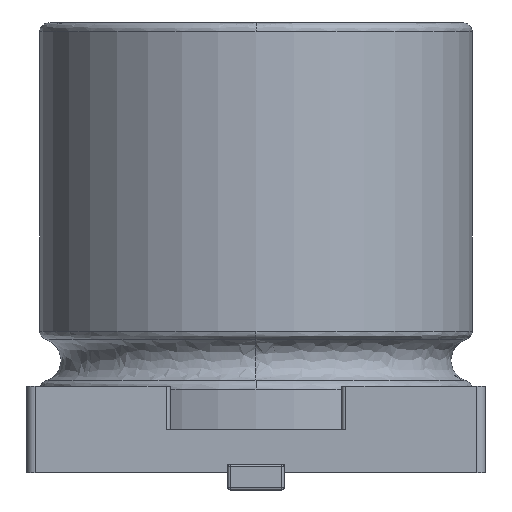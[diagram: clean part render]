
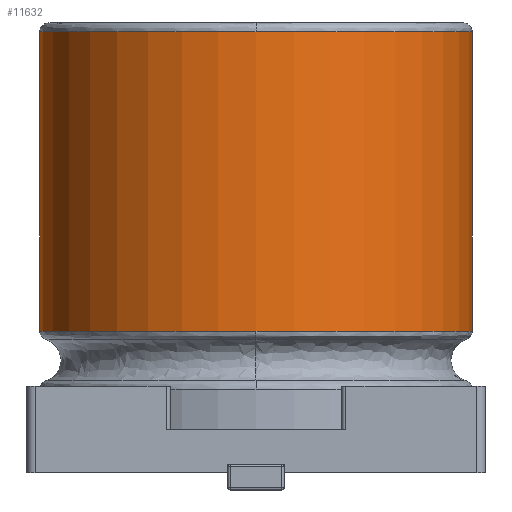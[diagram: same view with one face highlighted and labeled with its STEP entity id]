
A CAD part, left-side view. The second image highlights one B-rep face of the part: STEP entity #11632.
In plain terms, the highlighted cylindrical face has radius 2.5 mm (diameter 5 mm), a partial arc.
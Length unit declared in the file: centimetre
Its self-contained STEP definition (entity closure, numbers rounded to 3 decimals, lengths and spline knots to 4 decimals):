
#481 = EDGE_CURVE ( 'NONE', #9829, #9832, #754, .T. ) ;
#494 = EDGE_CURVE ( 'NONE', #9815, #10671, #11135, .T. ) ;
#496 = EDGE_CURVE ( 'NONE', #9832, #10682, #11141, .T. ) ;
#754 = CIRCLE ( 'NONE', #1809, 0.25 ) ;
#1173 = CARTESIAN_POINT ( 'NONE',  ( 0., 0.25, 0.53 ) ) ;
#1184 = CARTESIAN_POINT ( 'NONE',  ( 0., -0.25, 0.53 ) ) ;
#1196 = CARTESIAN_POINT ( 'NONE',  ( -0.25, 0., 0.53 ) ) ;
#1780 = VECTOR ( 'NONE', #11137, 100. ) ;
#1782 = VECTOR ( 'NONE', #11143, 100. ) ;
#1809 = AXIS2_PLACEMENT_3D ( 'NONE', #8924, #8925, #8926 ) ;
#3065 = CIRCLE ( 'NONE', #5237, 0.25 ) ;
#3066 = CIRCLE ( 'NONE', #5265, 0.25 ) ;
#3167 = CIRCLE ( 'NONE', #5845, 0.25 ) ;
#5214 = FACE_OUTER_BOUND ( 'NONE', #11928, .T. ) ;
#5221 = AXIS2_PLACEMENT_3D ( 'NONE', #6615, #6616, #6617 ) ;
#5222 = CYLINDRICAL_SURFACE ( 'NONE', #5221, 0.25 ) ;
#5237 = AXIS2_PLACEMENT_3D ( 'NONE', #6727, #6728, #6729 ) ;
#5265 = AXIS2_PLACEMENT_3D ( 'NONE', #6730, #6731, #6732 ) ;
#5845 = AXIS2_PLACEMENT_3D ( 'NONE', #6109, #6110, #6111 ) ;
#6109 = CARTESIAN_POINT ( 'NONE',  ( 0., 0., 0.53 ) ) ;
#6110 = DIRECTION ( 'NONE',  ( 0., 0., -1. ) ) ;
#6111 = DIRECTION ( 'NONE',  ( 0., -1., 0. ) ) ;
#6615 = CARTESIAN_POINT ( 'NONE',  ( 0., 0., 0.07 ) ) ;
#6616 = DIRECTION ( 'NONE',  ( 0., 0., 1. ) ) ;
#6617 = DIRECTION ( 'NONE',  ( 0., -1., 0. ) ) ;
#6727 = CARTESIAN_POINT ( 'NONE',  ( 0., 0., 0.1835 ) ) ;
#6728 = DIRECTION ( 'NONE',  ( 0., 0., 1. ) ) ;
#6729 = DIRECTION ( 'NONE',  ( 0., -1., 0. ) ) ;
#6730 = CARTESIAN_POINT ( 'NONE',  ( 0., 0., 0.53 ) ) ;
#6731 = DIRECTION ( 'NONE',  ( 0., 0., -1. ) ) ;
#6732 = DIRECTION ( 'NONE',  ( 0., -1., 0. ) ) ;
#7280 = CARTESIAN_POINT ( 'NONE',  ( 0., 0.25, 0.1835 ) ) ;
#7294 = CARTESIAN_POINT ( 'NONE',  ( -0.25, 0., 0.1835 ) ) ;
#7297 = CARTESIAN_POINT ( 'NONE',  ( 0., -0.25, 0.1835 ) ) ;
#8924 = CARTESIAN_POINT ( 'NONE',  ( 0., 0., 0.1835 ) ) ;
#8925 = DIRECTION ( 'NONE',  ( 0., 0., 1. ) ) ;
#8926 = DIRECTION ( 'NONE',  ( 0., -1., 0. ) ) ;
#9815 = VERTEX_POINT ( 'NONE', #7280 ) ;
#9829 = VERTEX_POINT ( 'NONE', #7294 ) ;
#9832 = VERTEX_POINT ( 'NONE', #7297 ) ;
#10406 = ORIENTED_EDGE ( 'NONE', *, *, #496, .T. ) ;
#10407 = ORIENTED_EDGE ( 'NONE', *, *, #494, .F. ) ;
#10408 = ORIENTED_EDGE ( 'NONE', *, *, #11663, .T. ) ;
#10409 = ORIENTED_EDGE ( 'NONE', *, *, #481, .T. ) ;
#10410 = ORIENTED_EDGE ( 'NONE', *, *, #11664, .T. ) ;
#10411 = ORIENTED_EDGE ( 'NONE', *, *, #11810, .T. ) ;
#10671 = VERTEX_POINT ( 'NONE', #1173 ) ;
#10682 = VERTEX_POINT ( 'NONE', #1184 ) ;
#10694 = VERTEX_POINT ( 'NONE', #1196 ) ;
#11135 = LINE ( 'NONE', #11136, #1780 ) ;
#11136 = CARTESIAN_POINT ( 'NONE',  ( 0., 0.25, 0.07 ) ) ;
#11137 = DIRECTION ( 'NONE',  ( 0., 0., 1. ) ) ;
#11141 = LINE ( 'NONE', #11142, #1782 ) ;
#11142 = CARTESIAN_POINT ( 'NONE',  ( 0., -0.25, 0.07 ) ) ;
#11143 = DIRECTION ( 'NONE',  ( 0., 0., 1. ) ) ;
#11632 = ADVANCED_FACE ( 'NONE', ( #5214 ), #5222, .T. ) ;
#11663 = EDGE_CURVE ( 'NONE', #9815, #9829, #3065, .T. ) ;
#11664 = EDGE_CURVE ( 'NONE', #10682, #10694, #3066, .T. ) ;
#11810 = EDGE_CURVE ( 'NONE', #10694, #10671, #3167, .T. ) ;
#11928 = EDGE_LOOP ( 'NONE', ( #10407, #10408, #10409, #10406, #10410, #10411 ) ) ;
